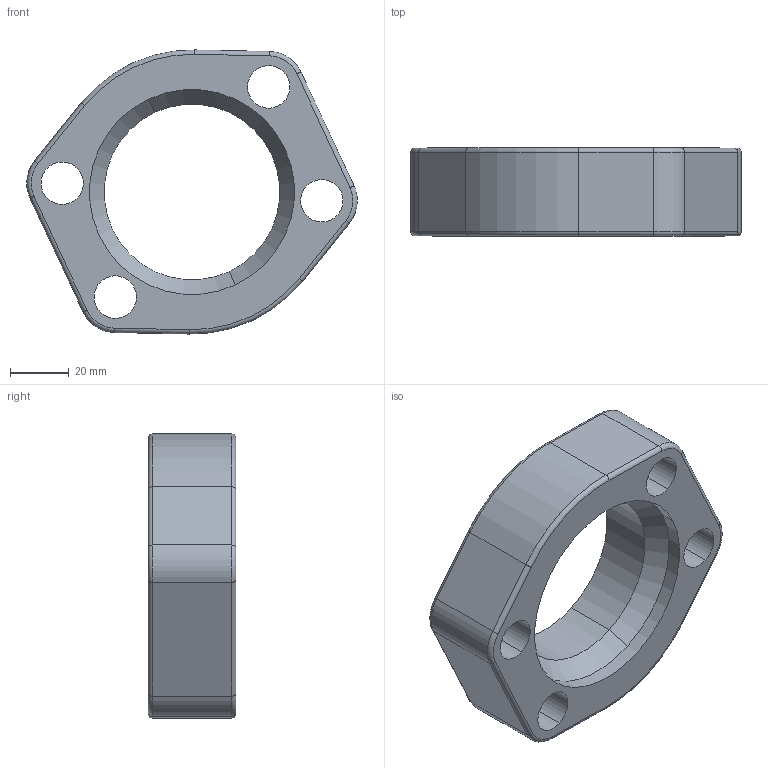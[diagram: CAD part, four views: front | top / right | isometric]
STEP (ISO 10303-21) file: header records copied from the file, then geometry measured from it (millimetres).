
FILE_DESCRIPTION(('CoCreate Modeling STEP Export'),'2;1');
FILE_NAME('b1.stp','2011-05-24T 9:03:25',(''),(''),'CoCreate Modeling STEP processor for AP214 (Solid Model)','CoCreate Modeling 18.0P1120 20-Nov-2010 (C) Parametric Technology GmbH','');
FILE_SCHEMA(('AUTOMOTIVE_DESIGN { 1 0 10303 214 1 1 1 1 }'));
Length unit declared in the file: millimetre
Products named in the file (4): 13727_1-15490.PRT; 13727_1-15820.ASM; PART_13727.stp; p1
Assembly tree (2 placements, depth 3):
  PART_13727.stp
    13727_1-15820.ASM
      13727_1-15490.PRT
  p1
Bounding box: 112.82 x 30 x 96.98 mm (x, y, z)
Volume: 134642.9 mm3; surface area: 29737.9 mm2
Topology: 1 solids, 1 shells, 52 faces, 124 edges, 74 vertices
Faces by surface type: cylinder 30, torus 12, plane 8, cone 2
Entity records: 1547 total; most frequent: DIRECTION 280, ORIENTED_EDGE 248, CARTESIAN_POINT 239, EDGE_CURVE 124, AXIS2_PLACEMENT_3D 115, VERTEX_POINT 74, EDGE_LOOP 62, CIRCLE 60
